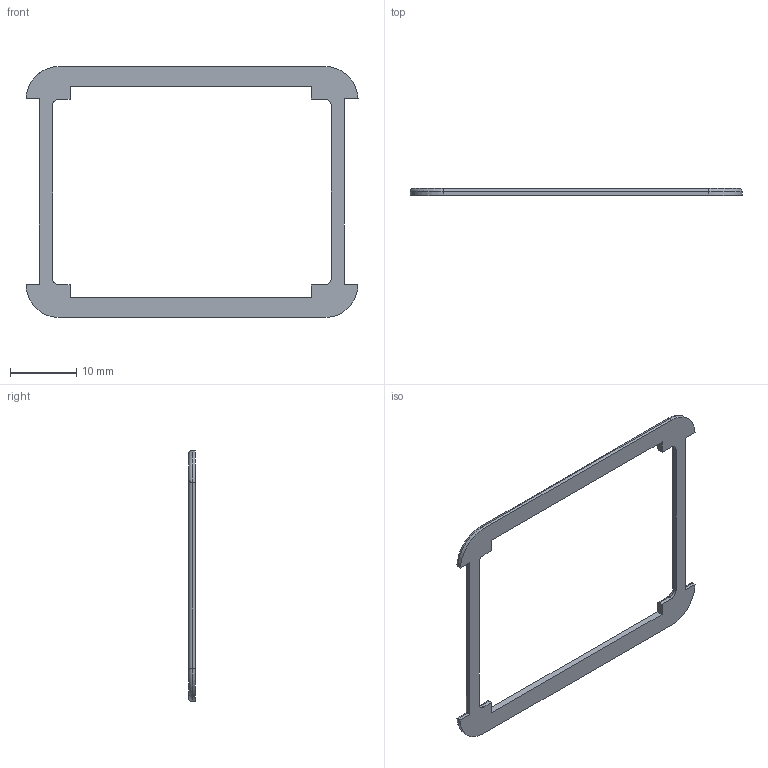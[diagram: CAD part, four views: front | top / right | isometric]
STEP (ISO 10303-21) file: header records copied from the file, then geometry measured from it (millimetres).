
FILE_DESCRIPTION (( 'STEP AP214' ), '1' );
FILE_NAME ('Case_Top.STEP', '2021-03-07T20:49:32', ( '砐錪賧瘔蠈錪 Windows' ), ( '' ), 'SwSTEP 2.0', 'SolidWorks 2018', '' );
FILE_SCHEMA (( 'AUTOMOTIVE_DESIGN' ));
Length unit declared in the file: millimetre
Products named in the file (1): Case_Top
Bounding box: 50 x 1 x 37.8 mm (x, y, z)
Volume: 429.7 mm3; surface area: 1154.3 mm2
Topology: 1 solids, 1 shells, 52 faces, 130 edges, 80 vertices
Faces by surface type: plane 22, cylinder 22, torus 8
Entity records: 1596 total; most frequent: CARTESIAN_POINT 313, DIRECTION 264, ORIENTED_EDGE 260, EDGE_CURVE 130, AXIS2_PLACEMENT_3D 91, LINE 82, VECTOR 82, VERTEX_POINT 80
